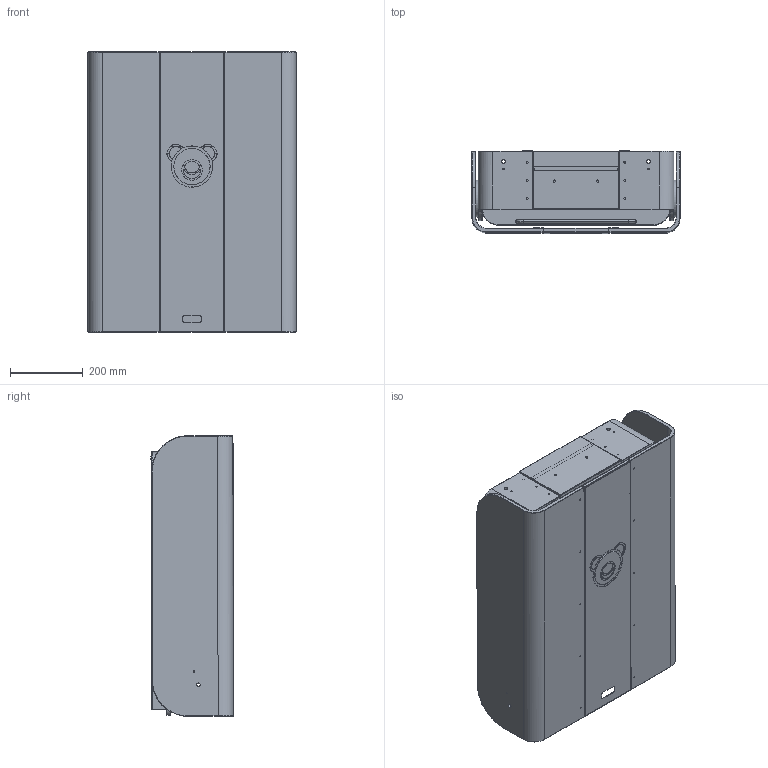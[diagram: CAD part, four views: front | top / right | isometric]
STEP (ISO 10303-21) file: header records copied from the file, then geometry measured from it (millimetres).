
FILE_DESCRIPTION(/* description */ (''),/* implementation_level */ '2;1');
FILE_NAME(/* name */ 'STEP_K~1',/* time_stamp */ '2021-10-18T14:27:17+03:00',/* author */ (''),/* organization */ (''),/* preprocessor_version */ 'ST-DEVELOPER v16.5',/* originating_system */ '',/* authorisation */ '');
FILE_SCHEMA (('AUTOMOTIVE_DESIGN { 1 0 10303 214 3 1 1 }','AP242_MANAGED_MODEL_BASED_3D_ENGINEERING_MIM_LF { 1 0 10303 442 1 1 4 }'));
Length unit declared in the file: millimetre
Products named in the file (15): Document; KAWAmidi B�rchen; Stellscheibe; Anschlagring 6; Kern; Boden Midi 11; SpiegelnAnschlagring 6; Mitte W 180 B�rchen; R�ck Midi 11; Griff2; Korpus Midi 11; Mitte K 240-11neu; SpiegelnWanne Midi 11; Wanne Midi 11; SpiegelnKorpus Midi 11
Assembly tree (16 placements, depth 3):
  Document
    KAWAmidi B�rchen
      Stellscheibe  x2
      Anschlagring 6
      Kern  x2
      Boden Midi 11
      SpiegelnAnschlagring 6
      Mitte W 180 B�rchen
      R�ck Midi 11
      Griff2
      Korpus Midi 11
      Mitte K 240-11neu
      SpiegelnWanne Midi 11
      Wanne Midi 11
      SpiegelnKorpus Midi 11
Bounding box: 574 x 229.06 x 774.24 mm (x, y, z)
Volume: 14911841.3 mm3; surface area: 3376377.6 mm2
Topology: 15 solids, 15 shells, 1187 faces, 2958 edges, 1850 vertices
Faces by surface type: bspline 755, plane 432
Entity records: 40819 total; most frequent: CARTESIAN_POINT 24766, ORIENTED_EDGE 5222, EDGE_CURVE 2611, VERTEX_POINT 1648, B_SPLINE_CURVE_WITH_KNOTS 1472, EDGE_LOOP 1199, ADVANCED_FACE 1035, FACE_OUTER_BOUND 1035
